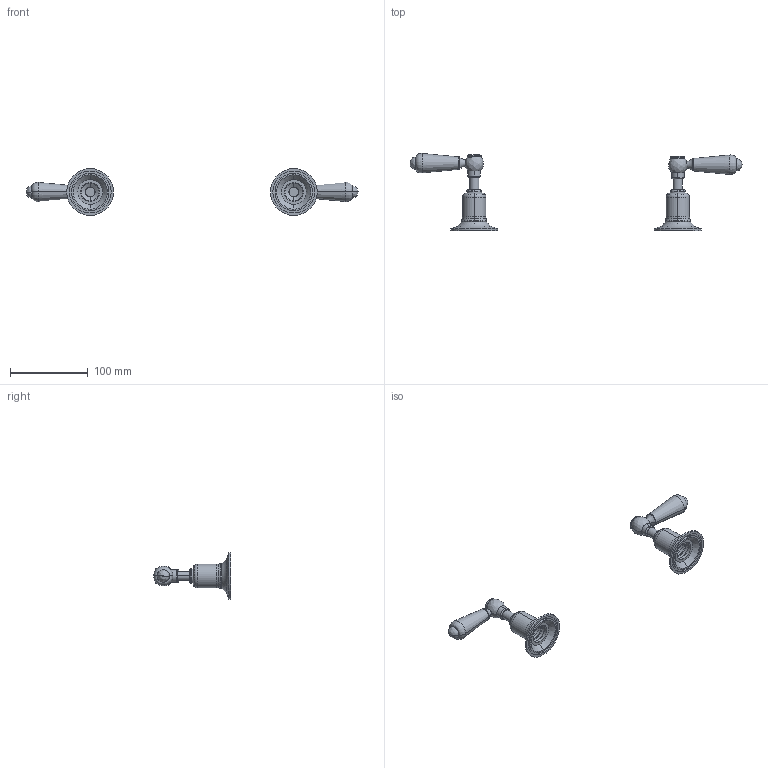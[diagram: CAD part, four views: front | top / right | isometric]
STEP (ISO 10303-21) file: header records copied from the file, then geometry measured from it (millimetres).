
FILE_DESCRIPTION((''),'2;1');
FILE_NAME('85809_ASM','2018-08-13T',('MQ'),(''),'PRO/ENGINEER BY PARAMETRIC TECHNOLOGY CORPORATION, 2012130','PRO/ENGINEER BY PARAMETRIC TECHNOLOGY CORPORATION, 2012130','');
FILE_SCHEMA(('CONFIG_CONTROL_DESIGN'));
Length unit declared in the file: millimetre
Products named in the file (10): MANIFOLD_SOLID_BREP_1744_1_1_1; MANIFOLD_SOLID_BREP_1745_1_1_1; MANIFOLD_SOLID_BREP_1766_1_1_1; MANIFOLD_SOLID_BREP_1777_1_1_1; ADMI8CBDCPFU_ASM_1_ASM_2_ASM_1_ASM; 76191_ASM_1_ASM_1_ASM_1_ASM; YIZHI----------_2_1; 85191_ASM_3_ASM_1_ASM; 85191_ASM_1_ASM; 85809_ASM
Assembly tree (10 placements, depth 6):
  85809_ASM
    85191_ASM_1_ASM
      85191_ASM_3_ASM_1_ASM
        76191_ASM_1_ASM_1_ASM_1_ASM
          ADMI8CBDCPFU_ASM_1_ASM_2_ASM_1_ASM
            MANIFOLD_SOLID_BREP_1744_1_1_1
            MANIFOLD_SOLID_BREP_1745_1_1_1
            MANIFOLD_SOLID_BREP_1766_1_1_1
            MANIFOLD_SOLID_BREP_1777_1_1_1
        YIZHI----------_2_1  x2
Bounding box: 426.32 x 99 x 60 mm (x, y, z)
Volume: 98227.1 mm3; surface area: 43983.3 mm2
Topology: 6 solids, 6 shells, 192 faces, 422 edges, 258 vertices
Faces by surface type: cylinder 60, torus 60, plane 32, cone 24, bspline 12, revolution 4
Entity records: 4780 total; most frequent: CARTESIAN_POINT 952, DIRECTION 938, ORIENTED_EDGE 662, AXIS2_PLACEMENT_3D 432, EDGE_CURVE 331, CIRCLE 255, VERTEX_POINT 201, EDGE_LOOP 180
